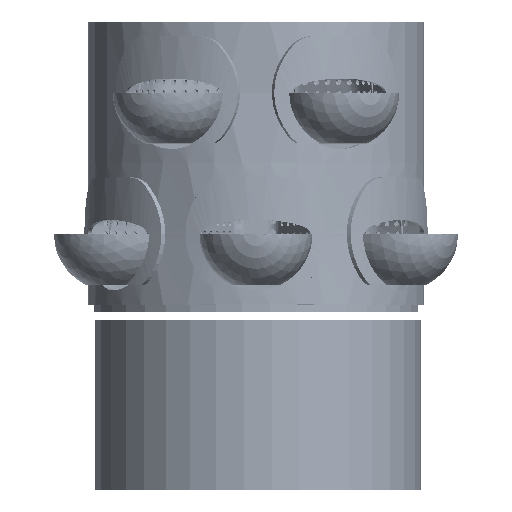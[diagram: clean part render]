
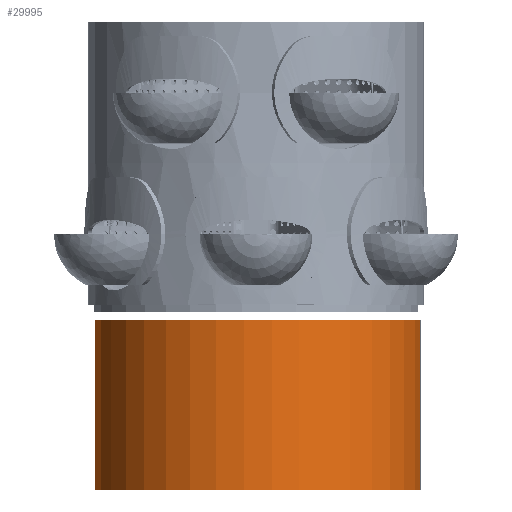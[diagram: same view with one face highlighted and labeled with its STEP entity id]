
A CAD part, top view. The second image highlights one B-rep face of the part: STEP entity #29995.
In plain terms, the highlighted cylindrical face has radius 116 mm (diameter 232 mm), a partial arc.
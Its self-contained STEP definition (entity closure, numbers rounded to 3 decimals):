
#288 = ORIENTED_EDGE ( 'NONE', *, *, #28412, .F. ) ;
#698 = CARTESIAN_POINT ( 'NONE',  ( -115.162, 120., 13.92 ) ) ;
#814 = DIRECTION ( 'NONE',  ( 0., 1., 0. ) ) ;
#1225 = VECTOR ( 'NONE', #17054, 1000. ) ;
#1455 = DIRECTION ( 'NONE',  ( 0., -1., 0. ) ) ;
#3228 = DIRECTION ( 'NONE',  ( 0., 0., 1. ) ) ;
#3312 = DIRECTION ( 'NONE',  ( 0., 0., -1. ) ) ;
#3478 = CIRCLE ( 'NONE', #22981, 116. ) ;
#5328 = ORIENTED_EDGE ( 'NONE', *, *, #31428, .T. ) ;
#9808 = CARTESIAN_POINT ( 'NONE',  ( -115.162, 120., 13.92 ) ) ;
#10516 = CARTESIAN_POINT ( 'NONE',  ( 115.162, 0., 13.92 ) ) ;
#10542 = VERTEX_POINT ( 'NONE', #19450 ) ;
#11669 = LINE ( 'NONE', #34363, #1225 ) ;
#12232 = VERTEX_POINT ( 'NONE', #31538 ) ;
#13255 = ORIENTED_EDGE ( 'NONE', *, *, #30373, .F. ) ;
#13606 = CARTESIAN_POINT ( 'NONE',  ( 0., 120., 0. ) ) ;
#14868 = VERTEX_POINT ( 'NONE', #10516 ) ;
#16372 = AXIS2_PLACEMENT_3D ( 'NONE', #26363, #814, #3228 ) ;
#17054 = DIRECTION ( 'NONE',  ( 0., -1., 0. ) ) ;
#17115 = CYLINDRICAL_SURFACE ( 'NONE', #22475, 116. ) ;
#19450 = CARTESIAN_POINT ( 'NONE',  ( 115.162, 120., 13.92 ) ) ;
#19714 = VERTEX_POINT ( 'NONE', #698 ) ;
#19906 = EDGE_CURVE ( 'NONE', #19714, #12232, #34818, .T. ) ;
#20146 = CARTESIAN_POINT ( 'NONE',  ( 0., 0., 0. ) ) ;
#20388 = DIRECTION ( 'NONE',  ( 0., 1., 0. ) ) ;
#22211 = EDGE_LOOP ( 'NONE', ( #5328, #13255, #288, #36660 ) ) ;
#22475 = AXIS2_PLACEMENT_3D ( 'NONE', #13606, #36821, #3312 ) ;
#22981 = AXIS2_PLACEMENT_3D ( 'NONE', #20146, #20388, #23061 ) ;
#23061 = DIRECTION ( 'NONE',  ( 0., 0., 1. ) ) ;
#24415 = VECTOR ( 'NONE', #1455, 1000. ) ;
#26363 = CARTESIAN_POINT ( 'NONE',  ( 0., 120., 0. ) ) ;
#27520 = FACE_OUTER_BOUND ( 'NONE', #22211, .T. ) ;
#28031 = CIRCLE ( 'NONE', #16372, 116. ) ;
#28412 = EDGE_CURVE ( 'NONE', #19714, #10542, #28031, .T. ) ;
#29995 = ADVANCED_FACE ( 'NONE', ( #27520 ), #17115, .T. ) ;
#30373 = EDGE_CURVE ( 'NONE', #10542, #14868, #11669, .T. ) ;
#31428 = EDGE_CURVE ( 'NONE', #12232, #14868, #3478, .T. ) ;
#31538 = CARTESIAN_POINT ( 'NONE',  ( -115.162, 0., 13.92 ) ) ;
#34363 = CARTESIAN_POINT ( 'NONE',  ( 115.162, 120., 13.92 ) ) ;
#34818 = LINE ( 'NONE', #9808, #24415 ) ;
#36660 = ORIENTED_EDGE ( 'NONE', *, *, #19906, .T. ) ;
#36821 = DIRECTION ( 'NONE',  ( 0., -1., 0. ) ) ;
